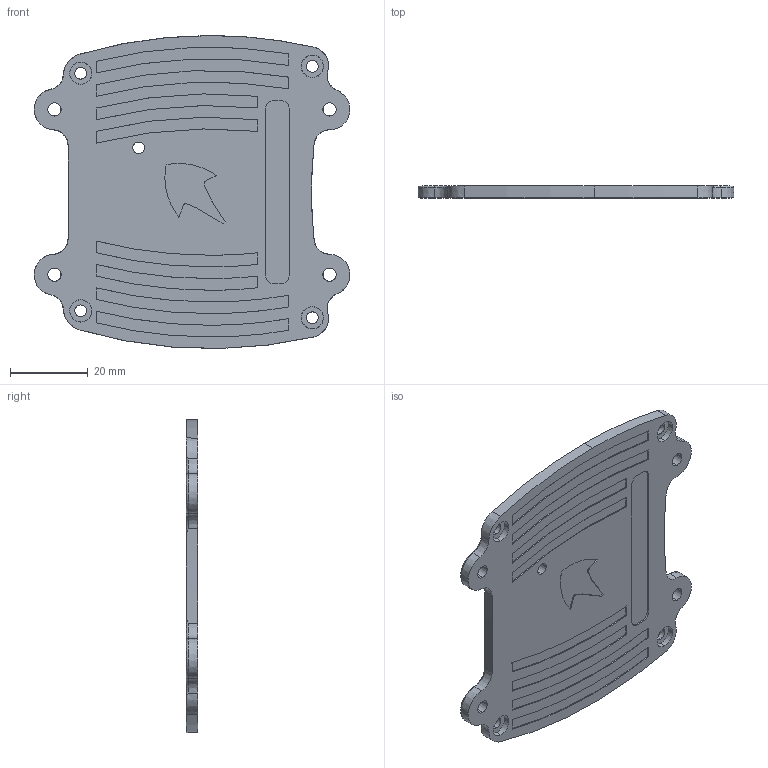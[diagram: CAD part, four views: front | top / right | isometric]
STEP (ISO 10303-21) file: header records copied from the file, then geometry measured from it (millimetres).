
FILE_DESCRIPTION (( 'STEP AP214' ), '1' );
FILE_NAME ('backplate_2015.stp', '', ( '' ), ( '' ), '', '', '' );
FILE_SCHEMA (( 'AUTOMOTIVE_DESIGN' ));
Length unit declared in the file: millimetre
Products named in the file (1): backplate_2015
Bounding box: 81.14 x 3 x 80.42 mm (x, y, z)
Volume: 14791.6 mm3; surface area: 12028.5 mm2
Topology: 1 solids, 1 shells, 161 faces, 416 edges, 274 vertices
Faces by surface type: cone 87, plane 50, torus 20, bspline 4
Entity records: 6767 total; most frequent: CARTESIAN_POINT 1384, DIRECTION 874, ORIENTED_EDGE 832, EDGE_CURVE 416, AXIS2_PLACEMENT_3D 364, VERTEX_POINT 274, CIRCLE 206, EDGE_LOOP 196
